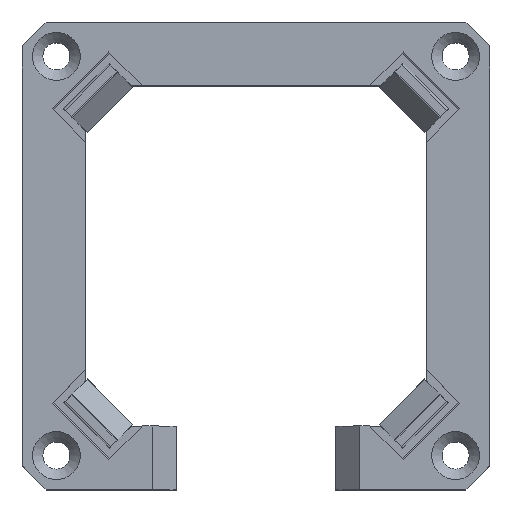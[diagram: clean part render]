
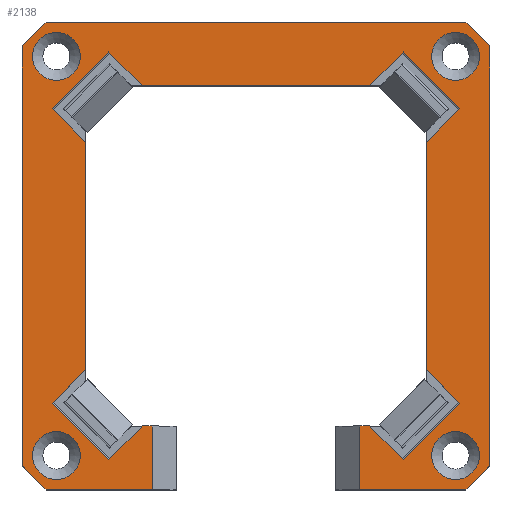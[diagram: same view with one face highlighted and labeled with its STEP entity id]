
A CAD part, top view. The second image highlights one B-rep face of the part: STEP entity #2138.
In plain terms, the highlighted planar face has unit normal (0, 0, 1).
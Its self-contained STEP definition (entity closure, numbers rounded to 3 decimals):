
#63=FACE_BOUND('',#269,.T.);
#64=FACE_BOUND('',#270,.T.);
#65=FACE_BOUND('',#271,.T.);
#66=FACE_BOUND('',#272,.T.);
#71=CIRCLE('',#2265,3.);
#72=CIRCLE('',#2266,3.);
#73=CIRCLE('',#2267,3.);
#74=CIRCLE('',#2268,3.);
#156=FACE_OUTER_BOUND('',#268,.T.);
#268=EDGE_LOOP('',(#1453,#1454,#1455,#1456,#1457,#1458,#1459,#1460,#1461,
#1462,#1463,#1464,#1465,#1466,#1467,#1468,#1469,#1470,#1471,#1472,#1473,
#1474,#1475,#1476,#1477,#1478,#1479,#1480));
#269=EDGE_LOOP('',(#1481));
#270=EDGE_LOOP('',(#1482));
#271=EDGE_LOOP('',(#1483));
#272=EDGE_LOOP('',(#1484));
#380=LINE('',#3021,#622);
#386=LINE('',#3032,#628);
#392=LINE('',#3045,#634);
#399=LINE('',#3084,#641);
#402=LINE('',#3091,#644);
#408=LINE('',#3128,#650);
#411=LINE('',#3135,#653);
#415=LINE('',#3143,#657);
#416=LINE('',#3144,#658);
#417=LINE('',#3146,#659);
#418=LINE('',#3148,#660);
#419=LINE('',#3150,#661);
#420=LINE('',#3151,#662);
#421=LINE('',#3153,#663);
#422=LINE('',#3155,#664);
#423=LINE('',#3157,#665);
#424=LINE('',#3159,#666);
#425=LINE('',#3161,#667);
#426=LINE('',#3163,#668);
#427=LINE('',#3165,#669);
#428=LINE('',#3167,#670);
#429=LINE('',#3169,#671);
#430=LINE('',#3171,#672);
#431=LINE('',#3173,#673);
#432=LINE('',#3175,#674);
#433=LINE('',#3177,#675);
#434=LINE('',#3179,#676);
#435=LINE('',#3180,#677);
#622=VECTOR('',#2432,10.);
#628=VECTOR('',#2440,10.);
#634=VECTOR('',#2450,10.);
#641=VECTOR('',#2459,10.);
#644=VECTOR('',#2466,10.);
#650=VECTOR('',#2474,10.);
#653=VECTOR('',#2479,10.);
#657=VECTOR('',#2485,10.);
#658=VECTOR('',#2486,10.);
#659=VECTOR('',#2487,10.);
#660=VECTOR('',#2488,10.);
#661=VECTOR('',#2489,10.);
#662=VECTOR('',#2490,10.);
#663=VECTOR('',#2491,10.);
#664=VECTOR('',#2492,10.);
#665=VECTOR('',#2493,10.);
#666=VECTOR('',#2494,10.);
#667=VECTOR('',#2495,10.);
#668=VECTOR('',#2496,10.);
#669=VECTOR('',#2497,10.);
#670=VECTOR('',#2498,10.);
#671=VECTOR('',#2499,10.);
#672=VECTOR('',#2500,10.);
#673=VECTOR('',#2501,10.);
#674=VECTOR('',#2502,10.);
#675=VECTOR('',#2503,10.);
#676=VECTOR('',#2504,10.);
#677=VECTOR('',#2505,10.);
#864=VERTEX_POINT('',#3018);
#865=VERTEX_POINT('',#3020);
#869=VERTEX_POINT('',#3030);
#871=VERTEX_POINT('',#3038);
#874=VERTEX_POINT('',#3043);
#881=VERTEX_POINT('',#3082);
#883=VERTEX_POINT('',#3090);
#889=VERTEX_POINT('',#3127);
#891=VERTEX_POINT('',#3133);
#892=VERTEX_POINT('',#3134);
#895=VERTEX_POINT('',#3142);
#896=VERTEX_POINT('',#3145);
#897=VERTEX_POINT('',#3147);
#898=VERTEX_POINT('',#3149);
#899=VERTEX_POINT('',#3152);
#900=VERTEX_POINT('',#3154);
#901=VERTEX_POINT('',#3156);
#902=VERTEX_POINT('',#3158);
#903=VERTEX_POINT('',#3160);
#904=VERTEX_POINT('',#3162);
#905=VERTEX_POINT('',#3164);
#906=VERTEX_POINT('',#3166);
#907=VERTEX_POINT('',#3168);
#908=VERTEX_POINT('',#3170);
#909=VERTEX_POINT('',#3172);
#910=VERTEX_POINT('',#3174);
#911=VERTEX_POINT('',#3176);
#912=VERTEX_POINT('',#3178);
#913=VERTEX_POINT('',#3181);
#914=VERTEX_POINT('',#3183);
#915=VERTEX_POINT('',#3185);
#916=VERTEX_POINT('',#3187);
#1080=EDGE_CURVE('',#864,#865,#380,.T.);
#1086=EDGE_CURVE('',#864,#869,#386,.T.);
#1092=EDGE_CURVE('',#874,#871,#392,.T.);
#1100=EDGE_CURVE('',#874,#881,#399,.T.);
#1103=EDGE_CURVE('',#883,#865,#402,.T.);
#1110=EDGE_CURVE('',#889,#871,#408,.T.);
#1113=EDGE_CURVE('',#891,#892,#411,.T.);
#1117=EDGE_CURVE('',#895,#869,#415,.T.);
#1118=EDGE_CURVE('',#895,#892,#416,.T.);
#1119=EDGE_CURVE('',#891,#896,#417,.T.);
#1120=EDGE_CURVE('',#897,#896,#418,.T.);
#1121=EDGE_CURVE('',#897,#898,#419,.T.);
#1122=EDGE_CURVE('',#889,#898,#420,.T.);
#1123=EDGE_CURVE('',#881,#899,#421,.T.);
#1124=EDGE_CURVE('',#899,#900,#422,.T.);
#1125=EDGE_CURVE('',#900,#901,#423,.T.);
#1126=EDGE_CURVE('',#901,#902,#424,.T.);
#1127=EDGE_CURVE('',#902,#903,#425,.T.);
#1128=EDGE_CURVE('',#903,#904,#426,.T.);
#1129=EDGE_CURVE('',#904,#905,#427,.T.);
#1130=EDGE_CURVE('',#905,#906,#428,.T.);
#1131=EDGE_CURVE('',#906,#907,#429,.T.);
#1132=EDGE_CURVE('',#907,#908,#430,.T.);
#1133=EDGE_CURVE('',#908,#909,#431,.T.);
#1134=EDGE_CURVE('',#909,#910,#432,.T.);
#1135=EDGE_CURVE('',#910,#911,#433,.T.);
#1136=EDGE_CURVE('',#911,#912,#434,.T.);
#1137=EDGE_CURVE('',#912,#883,#435,.T.);
#1138=EDGE_CURVE('',#913,#913,#71,.T.);
#1139=EDGE_CURVE('',#914,#914,#72,.T.);
#1140=EDGE_CURVE('',#915,#915,#73,.T.);
#1141=EDGE_CURVE('',#916,#916,#74,.T.);
#1453=ORIENTED_EDGE('',*,*,#1080,.F.);
#1454=ORIENTED_EDGE('',*,*,#1086,.T.);
#1455=ORIENTED_EDGE('',*,*,#1117,.F.);
#1456=ORIENTED_EDGE('',*,*,#1118,.T.);
#1457=ORIENTED_EDGE('',*,*,#1113,.F.);
#1458=ORIENTED_EDGE('',*,*,#1119,.T.);
#1459=ORIENTED_EDGE('',*,*,#1120,.F.);
#1460=ORIENTED_EDGE('',*,*,#1121,.T.);
#1461=ORIENTED_EDGE('',*,*,#1122,.F.);
#1462=ORIENTED_EDGE('',*,*,#1110,.T.);
#1463=ORIENTED_EDGE('',*,*,#1092,.F.);
#1464=ORIENTED_EDGE('',*,*,#1100,.T.);
#1465=ORIENTED_EDGE('',*,*,#1123,.T.);
#1466=ORIENTED_EDGE('',*,*,#1124,.T.);
#1467=ORIENTED_EDGE('',*,*,#1125,.T.);
#1468=ORIENTED_EDGE('',*,*,#1126,.T.);
#1469=ORIENTED_EDGE('',*,*,#1127,.T.);
#1470=ORIENTED_EDGE('',*,*,#1128,.T.);
#1471=ORIENTED_EDGE('',*,*,#1129,.T.);
#1472=ORIENTED_EDGE('',*,*,#1130,.T.);
#1473=ORIENTED_EDGE('',*,*,#1131,.T.);
#1474=ORIENTED_EDGE('',*,*,#1132,.T.);
#1475=ORIENTED_EDGE('',*,*,#1133,.T.);
#1476=ORIENTED_EDGE('',*,*,#1134,.T.);
#1477=ORIENTED_EDGE('',*,*,#1135,.T.);
#1478=ORIENTED_EDGE('',*,*,#1136,.T.);
#1479=ORIENTED_EDGE('',*,*,#1137,.T.);
#1480=ORIENTED_EDGE('',*,*,#1103,.T.);
#1481=ORIENTED_EDGE('',*,*,#1138,.T.);
#1482=ORIENTED_EDGE('',*,*,#1139,.T.);
#1483=ORIENTED_EDGE('',*,*,#1140,.T.);
#1484=ORIENTED_EDGE('',*,*,#1141,.T.);
#2066=PLANE('',#2264);
#2138=ADVANCED_FACE('',(#156,#63,#64,#65,#66),#2066,.T.);
#2264=AXIS2_PLACEMENT_3D('',#3141,#2483,#2484);
#2265=AXIS2_PLACEMENT_3D('',#3182,#2506,#2507);
#2266=AXIS2_PLACEMENT_3D('',#3184,#2508,#2509);
#2267=AXIS2_PLACEMENT_3D('',#3186,#2510,#2511);
#2268=AXIS2_PLACEMENT_3D('',#3188,#2512,#2513);
#2432=DIRECTION('',(0.,1.,0.));
#2440=DIRECTION('',(1.,0.,0.));
#2450=DIRECTION('',(0.,-1.,0.));
#2459=DIRECTION('',(-1.,0.,0.));
#2466=DIRECTION('',(-1.,0.,0.));
#2474=DIRECTION('',(1.,0.,0.));
#2479=DIRECTION('',(0.707,-0.707,0.));
#2483=DIRECTION('center_axis',(0.,0.,1.));
#2484=DIRECTION('ref_axis',(1.,0.,0.));
#2485=DIRECTION('',(-0.707,-0.707,0.));
#2486=DIRECTION('',(0.,1.,0.));
#2487=DIRECTION('',(-1.,0.,0.));
#2488=DIRECTION('',(0.707,0.707,0.));
#2489=DIRECTION('',(0.,-1.,0.));
#2490=DIRECTION('',(-0.707,0.707,0.));
#2491=DIRECTION('',(-0.707,-0.707,0.));
#2492=DIRECTION('',(-0.707,0.707,0.));
#2493=DIRECTION('',(0.707,0.707,0.));
#2494=DIRECTION('',(0.,1.,0.));
#2495=DIRECTION('',(-0.707,0.707,0.));
#2496=DIRECTION('',(0.707,0.707,0.));
#2497=DIRECTION('',(0.707,-0.707,0.));
#2498=DIRECTION('',(1.,0.,0.));
#2499=DIRECTION('',(0.707,0.707,0.));
#2500=DIRECTION('',(0.707,-0.707,0.));
#2501=DIRECTION('',(-0.707,-0.707,0.));
#2502=DIRECTION('',(0.,-1.,0.));
#2503=DIRECTION('',(0.707,-0.707,0.));
#2504=DIRECTION('',(-0.707,-0.707,0.));
#2505=DIRECTION('',(-0.707,0.707,0.));
#2506=DIRECTION('center_axis',(0.,0.,-1.));
#2507=DIRECTION('ref_axis',(1.,0.,0.));
#2508=DIRECTION('center_axis',(0.,0.,-1.));
#2509=DIRECTION('ref_axis',(1.,0.,0.));
#2510=DIRECTION('center_axis',(0.,0.,-1.));
#2511=DIRECTION('ref_axis',(1.,0.,0.));
#2512=DIRECTION('center_axis',(0.,0.,-1.));
#2513=DIRECTION('ref_axis',(1.,0.,0.));
#3018=CARTESIAN_POINT('',(13.,-29.3,10.));
#3020=CARTESIAN_POINT('',(13.,-21.3,10.));
#3021=CARTESIAN_POINT('',(13.,-10.55,10.));
#3030=CARTESIAN_POINT('',(26.3,-29.3,10.));
#3032=CARTESIAN_POINT('',(29.3,-29.3,10.));
#3038=CARTESIAN_POINT('',(-13.,-29.3,10.));
#3043=CARTESIAN_POINT('',(-13.,-21.3,10.));
#3045=CARTESIAN_POINT('',(-13.,-14.65,10.));
#3082=CARTESIAN_POINT('',(-14.229,-21.3,10.));
#3084=CARTESIAN_POINT('',(-17.3,-21.3,10.));
#3090=CARTESIAN_POINT('',(14.229,-21.3,10.));
#3091=CARTESIAN_POINT('',(-17.3,-21.3,10.));
#3127=CARTESIAN_POINT('',(-26.3,-29.3,10.));
#3128=CARTESIAN_POINT('',(29.3,-29.3,10.));
#3133=CARTESIAN_POINT('',(26.3,29.3,10.));
#3134=CARTESIAN_POINT('',(29.3,26.3,10.));
#3135=CARTESIAN_POINT('',(27.8,27.8,10.));
#3141=CARTESIAN_POINT('Origin',(0.,0.,10.));
#3142=CARTESIAN_POINT('',(29.3,-26.3,10.));
#3143=CARTESIAN_POINT('',(27.8,-27.8,10.));
#3144=CARTESIAN_POINT('',(29.3,29.3,10.));
#3145=CARTESIAN_POINT('',(-26.3,29.3,10.));
#3146=CARTESIAN_POINT('',(-29.3,29.3,10.));
#3147=CARTESIAN_POINT('',(-29.3,26.3,10.));
#3148=CARTESIAN_POINT('',(-27.8,27.8,10.));
#3149=CARTESIAN_POINT('',(-29.3,-26.3,10.));
#3150=CARTESIAN_POINT('',(-29.3,-29.3,10.));
#3151=CARTESIAN_POINT('',(-27.8,-27.8,10.));
#3152=CARTESIAN_POINT('',(-18.472,-25.543,10.));
#3153=CARTESIAN_POINT('',(-5.347,-12.418,10.));
#3154=CARTESIAN_POINT('',(-25.543,-18.472,10.));
#3155=CARTESIAN_POINT('',(-20.239,-23.775,10.));
#3156=CARTESIAN_POINT('',(-21.3,-14.229,10.));
#3157=CARTESIAN_POINT('',(-14.539,-7.468,10.));
#3158=CARTESIAN_POINT('',(-21.3,14.229,10.));
#3159=CARTESIAN_POINT('',(-21.3,17.3,10.));
#3160=CARTESIAN_POINT('',(-25.543,18.472,10.));
#3161=CARTESIAN_POINT('',(-12.418,5.347,10.));
#3162=CARTESIAN_POINT('',(-18.472,25.543,10.));
#3163=CARTESIAN_POINT('',(-23.775,20.239,10.));
#3164=CARTESIAN_POINT('',(-14.229,21.3,10.));
#3165=CARTESIAN_POINT('',(-7.468,14.539,10.));
#3166=CARTESIAN_POINT('',(14.229,21.3,10.));
#3167=CARTESIAN_POINT('',(17.3,21.3,10.));
#3168=CARTESIAN_POINT('',(18.472,25.543,10.));
#3169=CARTESIAN_POINT('',(5.347,12.418,10.));
#3170=CARTESIAN_POINT('',(25.543,18.472,10.));
#3171=CARTESIAN_POINT('',(20.239,23.775,10.));
#3172=CARTESIAN_POINT('',(21.3,14.229,10.));
#3173=CARTESIAN_POINT('',(14.539,7.468,10.));
#3174=CARTESIAN_POINT('',(21.3,-14.229,10.));
#3175=CARTESIAN_POINT('',(21.3,-17.3,10.));
#3176=CARTESIAN_POINT('',(25.543,-18.472,10.));
#3177=CARTESIAN_POINT('',(12.418,-5.347,10.));
#3178=CARTESIAN_POINT('',(18.472,-25.543,10.));
#3179=CARTESIAN_POINT('',(23.775,-20.239,10.));
#3180=CARTESIAN_POINT('',(7.468,-14.539,10.));
#3181=CARTESIAN_POINT('',(-28.,-25.,10.));
#3182=CARTESIAN_POINT('Origin',(-25.,-25.,10.));
#3183=CARTESIAN_POINT('',(22.,25.,10.));
#3184=CARTESIAN_POINT('Origin',(25.,25.,10.));
#3185=CARTESIAN_POINT('',(22.,-25.,10.));
#3186=CARTESIAN_POINT('Origin',(25.,-25.,10.));
#3187=CARTESIAN_POINT('',(-28.,25.,10.));
#3188=CARTESIAN_POINT('Origin',(-25.,25.,10.));
